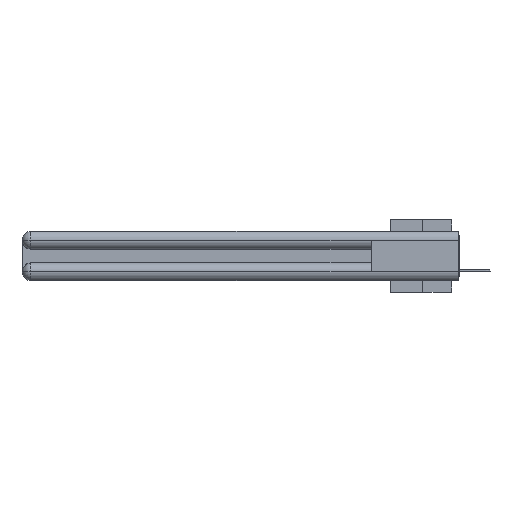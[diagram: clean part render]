
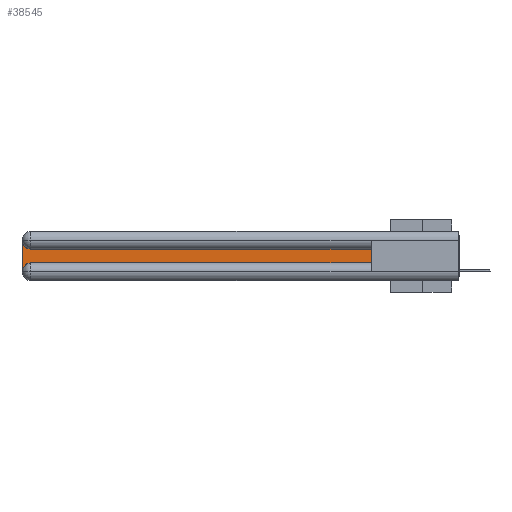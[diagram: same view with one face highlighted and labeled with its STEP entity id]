
A CAD part, left-side view. The second image highlights one B-rep face of the part: STEP entity #38545.
In plain terms, the highlighted planar face has unit normal (-1, 0, 0).
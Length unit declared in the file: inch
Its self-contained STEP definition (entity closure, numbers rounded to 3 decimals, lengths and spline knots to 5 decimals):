
#524 = DIRECTION ( 'NONE',  ( 1., 0., 0. ) ) ;
#723 = EDGE_CURVE ( 'NONE', #13423, #29383, #10273, .T. ) ;
#1229 = CARTESIAN_POINT ( 'NONE',  ( 0.075, 0.6, -0.1225 ) ) ;
#1905 = CARTESIAN_POINT ( 'NONE',  ( 0.075, 0.6, -0.2175 ) ) ;
#2715 = EDGE_CURVE ( 'NONE', #24977, #32236, #5399, .T. ) ;
#2962 = EDGE_CURVE ( 'NONE', #29383, #20371, #17998, .T. ) ;
#4624 = EDGE_CURVE ( 'NONE', #20371, #28981, #9614, .T. ) ;
#5105 = ORIENTED_EDGE ( 'NONE', *, *, #2715, .T. ) ;
#5399 = CIRCLE ( 'NONE', #10568, 0.06 ) ;
#6826 = DIRECTION ( 'NONE',  ( 0., 0., -1. ) ) ;
#7301 = DIRECTION ( 'NONE',  ( 0., 1., 0. ) ) ;
#7962 = CARTESIAN_POINT ( 'NONE',  ( 0.075, 2.94, -0.2775 ) ) ;
#8530 = CARTESIAN_POINT ( 'NONE',  ( 0.075, 0.6, -0.1225 ) ) ;
#8725 = EDGE_CURVE ( 'NONE', #32236, #13423, #12659, .T. ) ;
#9402 = DIRECTION ( 'NONE',  ( 0., 0., 1. ) ) ;
#9614 = LINE ( 'NONE', #33821, #31542 ) ;
#10209 = DIRECTION ( 'NONE',  ( 1., 0., 0. ) ) ;
#10273 = CIRCLE ( 'NONE', #15474, 0.06 ) ;
#10568 = AXIS2_PLACEMENT_3D ( 'NONE', #28998, #35105, #25742 ) ;
#10951 = CARTESIAN_POINT ( 'NONE',  ( 0.075, 2.94, -0.2175 ) ) ;
#10958 = ORIENTED_EDGE ( 'NONE', *, *, #723, .T. ) ;
#11144 = EDGE_CURVE ( 'NONE', #28981, #24977, #34761, .T. ) ;
#11776 = VECTOR ( 'NONE', #19135, 39.37008 ) ;
#12659 = LINE ( 'NONE', #34619, #11776 ) ;
#13423 = VERTEX_POINT ( 'NONE', #17554 ) ;
#13601 = CARTESIAN_POINT ( 'NONE',  ( 0.075, 2.94, -0.1225 ) ) ;
#15474 = AXIS2_PLACEMENT_3D ( 'NONE', #7962, #10209, #19938 ) ;
#15999 = ORIENTED_EDGE ( 'NONE', *, *, #11144, .T. ) ;
#17554 = CARTESIAN_POINT ( 'NONE',  ( 0.075, 3., -0.2775 ) ) ;
#17998 = LINE ( 'NONE', #30402, #31364 ) ;
#18674 = ORIENTED_EDGE ( 'NONE', *, *, #4624, .T. ) ;
#18990 = EDGE_LOOP ( 'NONE', ( #15999, #5105, #28714, #10958, #22239, #18674 ) ) ;
#19135 = DIRECTION ( 'NONE',  ( 0., 0., -1. ) ) ;
#19938 = DIRECTION ( 'NONE',  ( 0., 0., -1. ) ) ;
#20371 = VERTEX_POINT ( 'NONE', #1905 ) ;
#22239 = ORIENTED_EDGE ( 'NONE', *, *, #2962, .T. ) ;
#23149 = AXIS2_PLACEMENT_3D ( 'NONE', #25684, #524, #6826 ) ;
#24604 = CARTESIAN_POINT ( 'NONE',  ( 0.075, 3., -0.0625 ) ) ;
#24977 = VERTEX_POINT ( 'NONE', #13601 ) ;
#25684 = CARTESIAN_POINT ( 'NONE',  ( 0.075, 3., -0.1225 ) ) ;
#25742 = DIRECTION ( 'NONE',  ( 0., 0., -1. ) ) ;
#26543 = DIRECTION ( 'NONE',  ( 0., -1., 0. ) ) ;
#28319 = FACE_OUTER_BOUND ( 'NONE', #18990, .T. ) ;
#28714 = ORIENTED_EDGE ( 'NONE', *, *, #8725, .T. ) ;
#28981 = VERTEX_POINT ( 'NONE', #8530 ) ;
#28998 = CARTESIAN_POINT ( 'NONE',  ( 0.075, 2.94, -0.0625 ) ) ;
#29383 = VERTEX_POINT ( 'NONE', #10951 ) ;
#30402 = CARTESIAN_POINT ( 'NONE',  ( 0.075, 0.6, -0.2175 ) ) ;
#31364 = VECTOR ( 'NONE', #26543, 39.37008 ) ;
#31542 = VECTOR ( 'NONE', #9402, 39.37008 ) ;
#32236 = VERTEX_POINT ( 'NONE', #24604 ) ;
#33821 = CARTESIAN_POINT ( 'NONE',  ( 0.075, 0.6, -0.2175 ) ) ;
#34619 = CARTESIAN_POINT ( 'NONE',  ( 0.075, 3., -0.2175 ) ) ;
#34761 = LINE ( 'NONE', #1229, #37313 ) ;
#35105 = DIRECTION ( 'NONE',  ( 1., 0., 0. ) ) ;
#37313 = VECTOR ( 'NONE', #7301, 39.37008 ) ;
#37701 = PLANE ( 'NONE',  #23149 ) ;
#38545 = ADVANCED_FACE ( 'NONE', ( #28319 ), #37701, .F. ) ;
